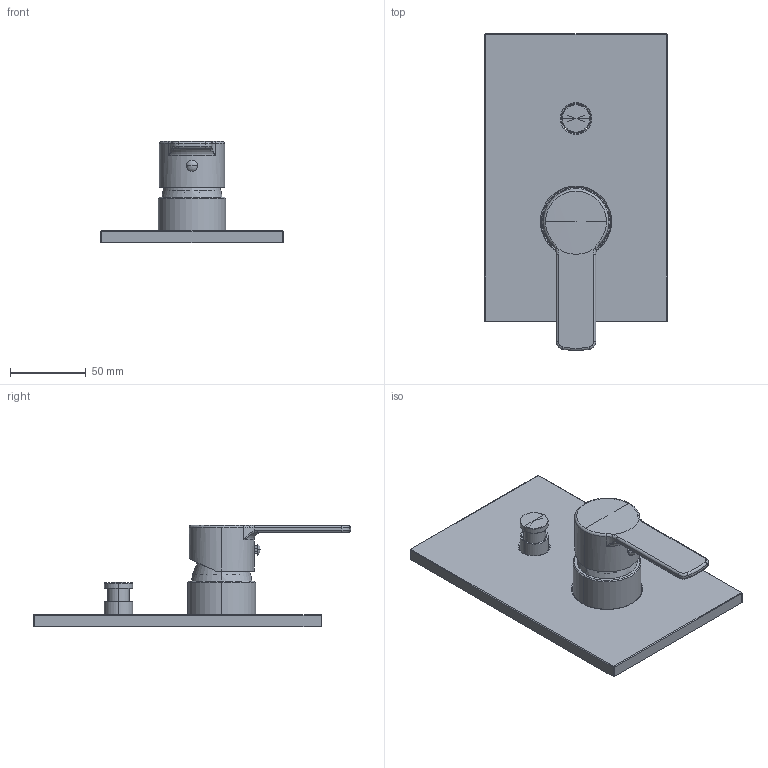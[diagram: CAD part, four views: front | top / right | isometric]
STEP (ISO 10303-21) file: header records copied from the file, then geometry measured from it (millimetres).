
FILE_DESCRIPTION((''),'2;1');
FILE_NAME('WS015CR','2021-11-05T11:39:19',('ut3'),('PAFFONI SpA'),'CREO PARAMETRIC BY PTC INC, 2020044','CREO PARAMETRIC BY PTC INC, 2020044','');
FILE_SCHEMA(('CONFIG_CONTROL_DESIGN','SHAPE_APPEARANCE_LAYERS_GROUPS'));
Products named in the file (1): WS015CR
Bounding box: 120 x 208.91 x 67.03 mm (x, y, z)
Volume: 174600.6 mm3; surface area: 99080.2 mm2
Topology: 5 solids, 5 shells, 1194 faces, 3141 edges, 1963 vertices
Faces by surface type: plane 632, cylinder 308, torus 124, cone 48, bspline 46, sphere 36
Entity records: 53445 total; most frequent: CARTESIAN_POINT 15929, ORIENTED_EDGE 6254, DIRECTION 5926, EDGE_CURVE 3127, AXIS2_PLACEMENT_3D 2125, VERTEX_POINT 1963, VECTOR 1676, LINE 1676
